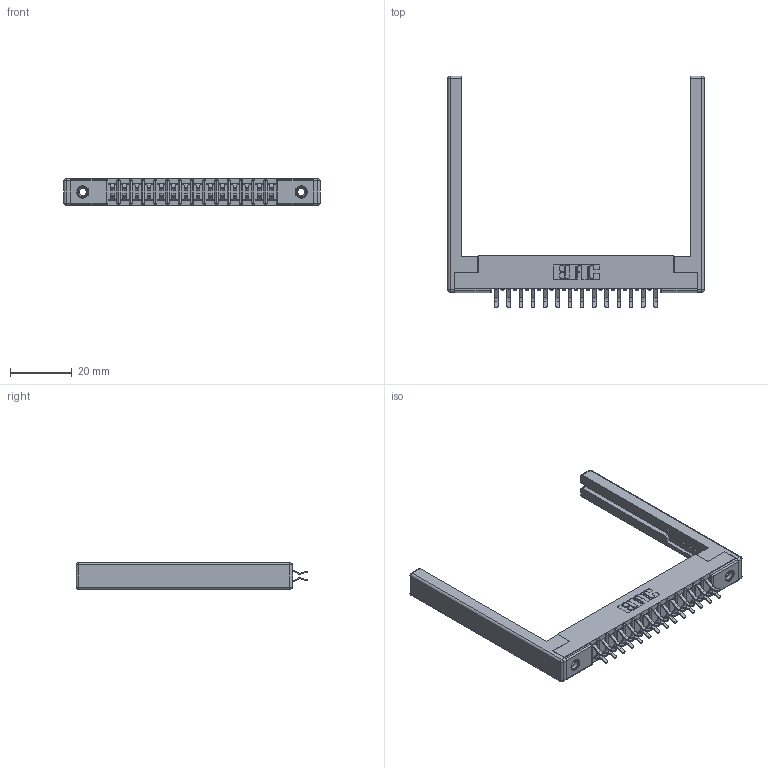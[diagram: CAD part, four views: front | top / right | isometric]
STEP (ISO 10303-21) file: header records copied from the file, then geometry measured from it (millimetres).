
FILE_DESCRIPTION (( 'STEP AP203' ), '1' );
FILE_NAME ('357-028-556-268.STEP', '2019-09-17T23:55:52', ( '' ), ( '' ), 'SwSTEP 2.0', 'SolidWorks 2016', '' );
FILE_SCHEMA (( 'CONFIG_CONTROL_DESIGN' ));
Length unit declared in the file: inch
Products named in the file (5): 307 Part_.156 Dia Mounting Holes; 307-290-001_556; 345-250-001_345-250-001-102; 307-220-068; 357-028-556-268
Assembly tree (33 placements, depth 2):
  357-028-556-268
    307 Part_.156 Dia Mounting Holes
    307-290-001_556  x28
    307-220-068  x2
    345-250-001_345-250-001-102  x2
Bounding box: 82.91 x 74.93 x 8.71 mm (x, y, z)
Volume: 9980.2 mm3; surface area: 13169.5 mm2
Topology: 33 solids, 33 shells, 1687 faces, 4689 edges, 3026 vertices
Faces by surface type: plane 1082, cylinder 551, sphere 38, cone 12, torus 4
Entity records: 18765 total; most frequent: CARTESIAN_POINT 3055, DIRECTION 3020, ORIENTED_EDGE 3016, EDGE_CURVE 1508, VECTOR 1142, LINE 1142, VERTEX_POINT 974, AXIS2_PLACEMENT_3D 939
